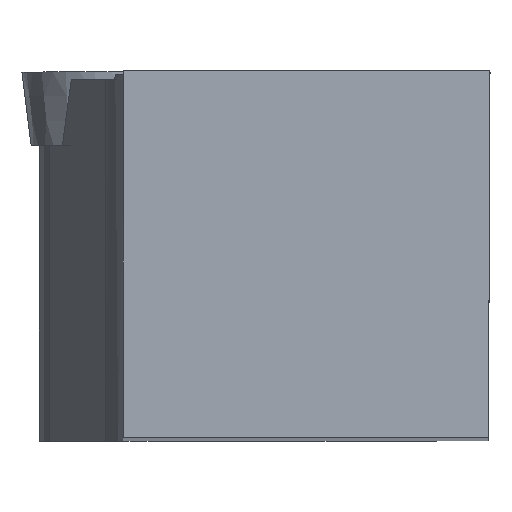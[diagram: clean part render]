
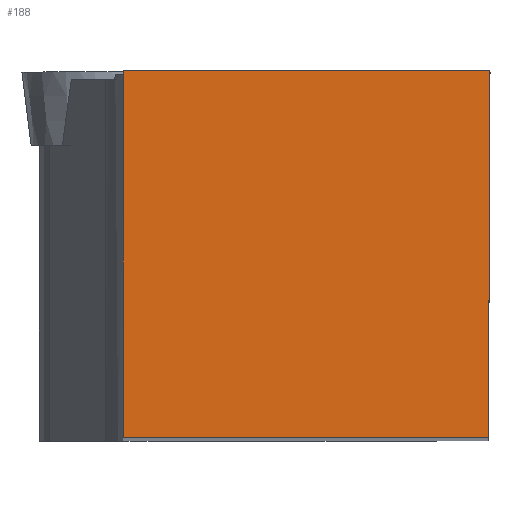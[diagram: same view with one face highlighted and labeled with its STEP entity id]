
A CAD part, top view. The second image highlights one B-rep face of the part: STEP entity #188.
In plain terms, the highlighted planar face has unit normal (0, 0, 1).
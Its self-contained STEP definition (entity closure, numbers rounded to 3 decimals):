
#87=FACE_OUTER_BOUND('',#261,.T.);
#97=LINE('',#834,#123);
#115=LINE('',#895,#141);
#117=LINE('',#903,#143);
#118=LINE('',#904,#144);
#123=VECTOR('',#634,1.);
#141=VECTOR('',#680,1.);
#143=VECTOR('',#690,1.);
#144=VECTOR('',#691,1.);
#188=ADVANCED_FACE('BLANK_BOXF006',(#87),#206,.F.);
#206=PLANE('',#574);
#261=EDGE_LOOP('',(#335,#336,#337,#338));
#335=ORIENTED_EDGE('',*,*,#449,.F.);
#336=ORIENTED_EDGE('',*,*,#445,.F.);
#337=ORIENTED_EDGE('',*,*,#450,.F.);
#338=ORIENTED_EDGE('',*,*,#417,.F.);
#381=VERTEX_POINT('',#833);
#382=VERTEX_POINT('',#835);
#402=VERTEX_POINT('',#894);
#403=VERTEX_POINT('',#896);
#417=EDGE_CURVE('',#381,#382,#97,.T.);
#445=EDGE_CURVE('',#402,#403,#115,.T.);
#449=EDGE_CURVE('',#403,#381,#117,.T.);
#450=EDGE_CURVE('',#382,#402,#118,.T.);
#574=AXIS2_PLACEMENT_3D('',#905,#692,#693);
#634=DIRECTION('',(1.,0.,0.));
#680=DIRECTION('',(-1.,0.,0.));
#690=DIRECTION('',(0.,1.,0.));
#691=DIRECTION('',(-0.004,-1.,0.));
#692=DIRECTION('',(0.,0.,-1.));
#693=DIRECTION('',(-1.,0.,0.));
#833=CARTESIAN_POINT('',(-19.875,19.875,0.));
#834=CARTESIAN_POINT('',(-136.35,19.875,0.));
#835=CARTESIAN_POINT('',(0.,19.875,0.));
#894=CARTESIAN_POINT('',(-0.087,0.,0.));
#895=CARTESIAN_POINT('',(136.35,0.,0.));
#896=CARTESIAN_POINT('',(-19.875,0.,0.));
#903=CARTESIAN_POINT('',(-19.875,-136.35,0.));
#904=CARTESIAN_POINT('',(0.508,136.349,0.));
#905=CARTESIAN_POINT('',(-35.35,-5.,0.));
